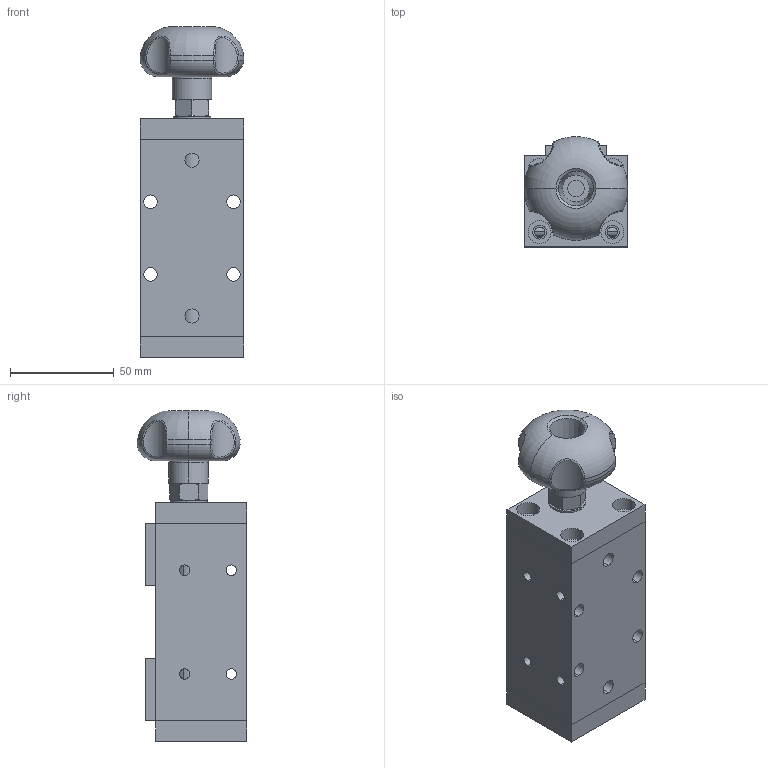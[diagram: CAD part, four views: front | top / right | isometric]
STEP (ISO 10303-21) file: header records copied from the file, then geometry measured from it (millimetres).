
FILE_DESCRIPTION (( 'STEP AP203' ), '1' );
FILE_NAME ('230707 STEP 1-300430-03_1597.STEP', '2023-07-07T03:59:21', ( '' ), ( '' ), 'SwSTEP 2.0', 'SolidWorks 2022', '' );
FILE_SCHEMA (( 'CONFIG_CONTROL_DESIGN' ));
Length unit declared in the file: millimetre
Products named in the file (1): 230707 STEP 1-300430-03_1597
Bounding box: 50 x 52.84 x 159.39 mm (x, y, z)
Surface area: 57400.4 mm2 (no closed solid volume)
Topology: 0 solids, 10 shells, 254 faces, 783 edges, 548 vertices
Faces by surface type: plane 86, cylinder 75, bspline 75, cone 14, torus 4
Entity records: 14433 total; most frequent: CARTESIAN_POINT 7863, ORIENTED_EDGE 1376, DIRECTION 1111, EDGE_CURVE 783, VERTEX_POINT 548, AXIS2_PLACEMENT_3D 372, VECTOR 367, LINE 367
